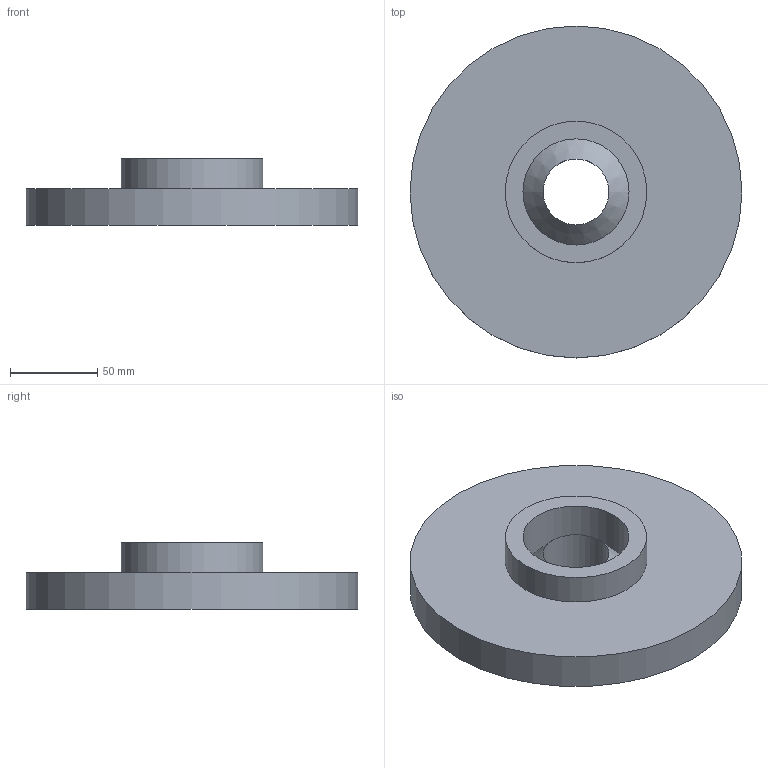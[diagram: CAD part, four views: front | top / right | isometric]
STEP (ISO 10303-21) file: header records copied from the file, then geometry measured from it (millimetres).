
FILE_DESCRIPTION(('FreeCAD Model'),'2;1');
FILE_NAME('counter_confusion.step','2017-05-20T10:02:15',('Author'),(''), 'Open CASCADE STEP processor 6.9','FreeCAD','Unknown');
FILE_SCHEMA(('AUTOMOTIVE_DESIGN_CC2 { 1 2 10303 214 -1 1 5 4 }'));
Length unit declared in the file: millimetre
Products named in the file (2): ASSEMBLY; Revolution
Assembly tree (1 placements, depth 2):
  ASSEMBLY
    Revolution
Bounding box: 189.96 x 189.96 x 37.89 mm (x, y, z)
Volume: 601503.8 mm3; surface area: 79807.8 mm2
Topology: 1 solids, 1 shells, 8 faces, 13 edges, 8 vertices
Faces by surface type: cylinder 4, plane 3, cone 1
Full cylindrical faces by diameter (mm): 37.713 x1, 60.76 x1, 81.014 x1, 189.963 x1
Entity records: 401 total; most frequent: DIRECTION 67, CARTESIAN_POINT 57, ORIENTED_EDGE 26, PCURVE 26, DEFINITIONAL_REPRESENTATION 26, LINE 25, VECTOR 25, AXIS2_PLACEMENT_3D 18
